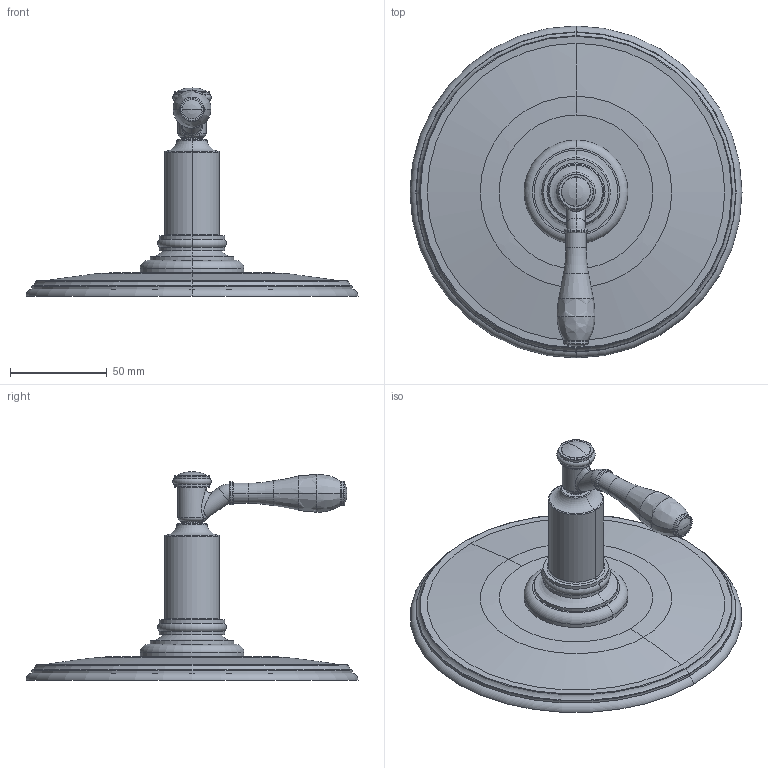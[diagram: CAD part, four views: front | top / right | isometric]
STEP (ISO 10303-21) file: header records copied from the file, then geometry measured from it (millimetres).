
FILE_DESCRIPTION((''),'2;1');
FILE_NAME('4-2554BP','2021-06-04T15:15:36',('jinson.thomas'),(''),'CREO PARAMETRIC BY PTC INC, 2018400','CREO PARAMETRIC BY PTC INC, 2018400','');
FILE_SCHEMA(('CONFIG_CONTROL_DESIGN'));
Length unit declared in the file: inch
Products named in the file (1): 4-2554BP
Bounding box: 171.45 x 171.45 x 107.72 mm (x, y, z)
Volume: 298067.7 mm3; surface area: 60114 mm2
Topology: 1 solids, 1 shells, 105 faces, 215 edges, 119 vertices
Faces by surface type: torus 45, cylinder 30, plane 12, bspline 10, sphere 6, cone 2
Entity records: 3214 total; most frequent: CARTESIAN_POINT 909, DIRECTION 564, ORIENTED_EDGE 422, AXIS2_PLACEMENT_3D 266, EDGE_CURVE 211, CIRCLE 171, VERTEX_POINT 119, EDGE_LOOP 116
